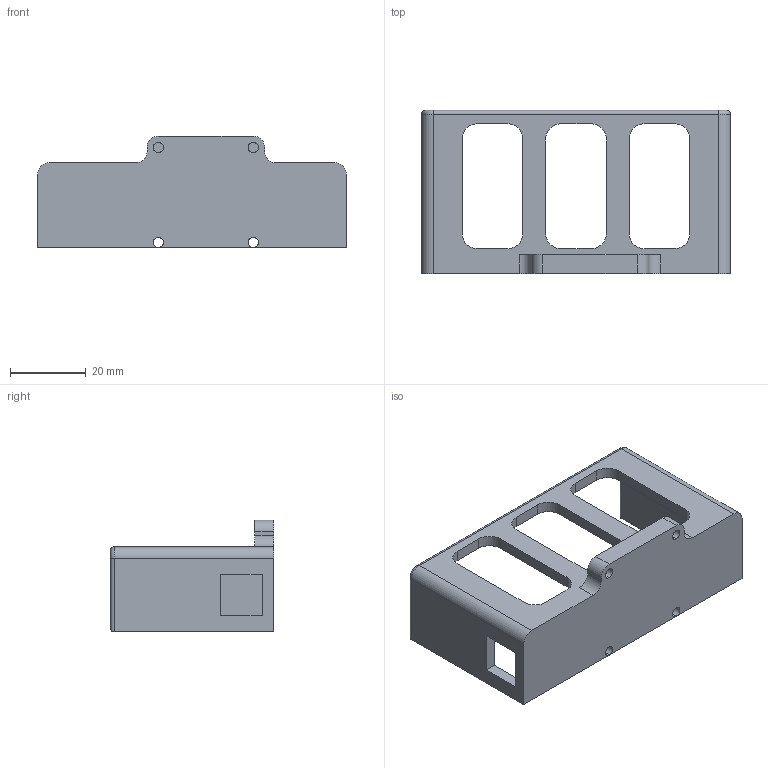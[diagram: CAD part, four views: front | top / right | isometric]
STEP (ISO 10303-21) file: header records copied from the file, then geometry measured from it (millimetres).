
FILE_DESCRIPTION (( 'STEP AP214' ), '1' );
FILE_NAME ('battery_holder_ai_elite_edition.STEP', '2024-10-09T05:14:56', ( '' ), ( '' ), 'SwSTEP 2.0', 'SolidWorks 2018', '' );
FILE_SCHEMA (( 'AUTOMOTIVE_DESIGN' ));
Length unit declared in the file: millimetre
Products named in the file (1): battery_holder_ai_elite_edition
Bounding box: 81.3 x 43 x 29.42 mm (x, y, z)
Volume: 15844.4 mm3; surface area: 11995.4 mm2
Topology: 1 solids, 1 shells, 71 faces, 192 edges, 124 vertices
Faces by surface type: cylinder 36, plane 31, torus 4
Entity records: 2296 total; most frequent: CARTESIAN_POINT 400, DIRECTION 400, ORIENTED_EDGE 384, EDGE_CURVE 192, AXIS2_PLACEMENT_3D 140, VERTEX_POINT 124, LINE 120, VECTOR 120
